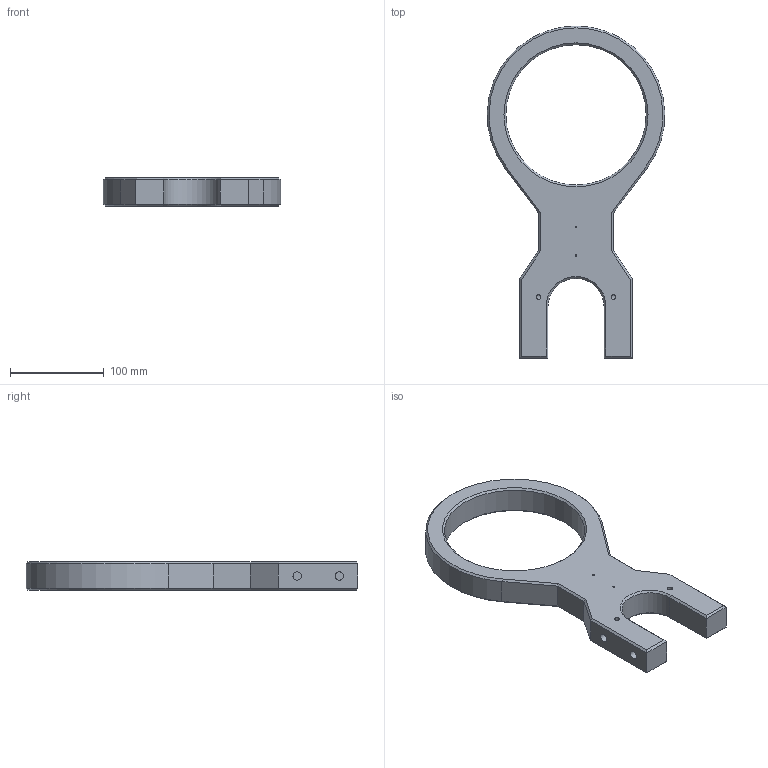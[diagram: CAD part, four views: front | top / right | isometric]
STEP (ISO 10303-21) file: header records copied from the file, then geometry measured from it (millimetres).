
FILE_DESCRIPTION(('FreeCAD Model'),'2;1');
FILE_NAME('mainpartStep.step' ,'2020-02-12T10:58:50',('Author'),(''), 'Open CASCADE STEP processor 7.3','FreeCAD','Unknown');
FILE_SCHEMA(('AUTOMOTIVE_DESIGN { 1 0 10303 214 1 1 1 1 }'));
Length unit declared in the file: millimetre
Products named in the file (1): Pocket004
Bounding box: 189.86 x 355 x 30 mm (x, y, z)
Volume: 697544.1 mm3; surface area: 98795 mm2
Topology: 1 solids, 1 shells, 77 faces, 153 edges, 92 vertices
Faces by surface type: plane 52, cylinder 19, cone 6
Full cylindrical faces by diameter (mm): 2 x2, 5 x2, 7 x8, 9 x4, 150 x1
Entity records: 4623 total; most frequent: CARTESIAN_POINT 1363, DIRECTION 621, LINE 355, VECTOR 355, ORIENTED_EDGE 306, PCURVE 306, DEFINITIONAL_REPRESENTATION 306, EDGE_CURVE 153
